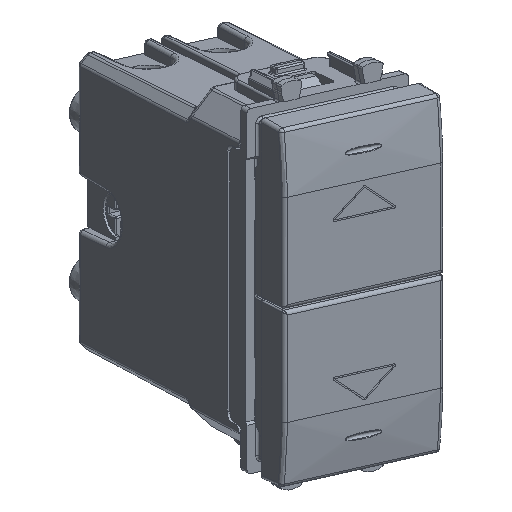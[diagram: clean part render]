
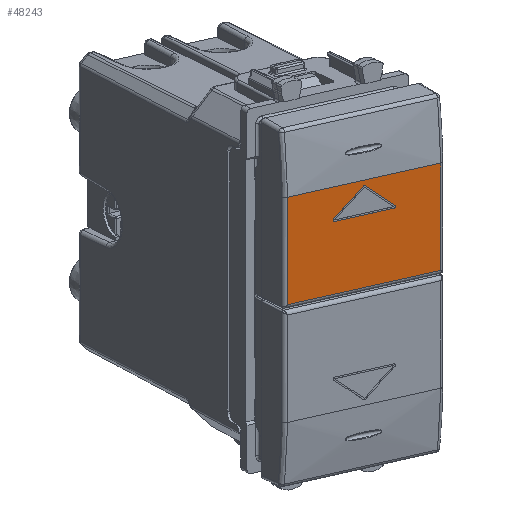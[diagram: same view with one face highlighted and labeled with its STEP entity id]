
A CAD part, top view. The second image highlights one B-rep face of the part: STEP entity #48243.
In plain terms, the highlighted face is planar.
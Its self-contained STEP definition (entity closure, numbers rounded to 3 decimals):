
#47362=CARTESIAN_POINT('Vertex',(-10.588,-13.946,0.)) ;
#47385=CARTESIAN_POINT('Line Origine',(-10.588,-11.35,0.)) ;
#47389=CARTESIAN_POINT('Vertex',(-10.588,-0.737,0.)) ;
#47527=CARTESIAN_POINT('Vertex',(10.588,-13.946,0.)) ;
#47553=CARTESIAN_POINT('Line Origine',(10.588,-11.35,0.)) ;
#47557=CARTESIAN_POINT('Vertex',(10.588,-0.737,0.)) ;
#47601=CARTESIAN_POINT('Line Origine',(0.,-0.737,0.)) ;
#48065=CARTESIAN_POINT('Line Origine',(0.,-13.946,0.)) ;
#48155=CARTESIAN_POINT('Axis2P3D Location',(0.,-0.241,0.)) ;
#48193=CARTESIAN_POINT('Line Origine',(0.,-9.668,0.)) ;
#48197=CARTESIAN_POINT('Vertex',(4.1,-9.668,0.)) ;
#48199=CARTESIAN_POINT('Vertex',(-4.1,-9.668,0.)) ;
#48202=CARTESIAN_POINT('Axis2P3D Location',(-4.1,-9.868,0.)) ;
#48206=CARTESIAN_POINT('Vertex',(-4.223,-10.026,0.)) ;
#48209=CARTESIAN_POINT('Line Origine',(-2.173,-11.626,0.)) ;
#48213=CARTESIAN_POINT('Vertex',(-0.123,-13.226,0.)) ;
#48216=CARTESIAN_POINT('Axis2P3D Location',(0.,-13.068,0.)) ;
#48220=CARTESIAN_POINT('Vertex',(0.123,-13.226,0.)) ;
#48223=CARTESIAN_POINT('Line Origine',(2.173,-11.626,0.)) ;
#48227=CARTESIAN_POINT('Vertex',(4.223,-10.026,0.)) ;
#48230=CARTESIAN_POINT('Axis2P3D Location',(4.1,-9.868,0.)) ;
#47386=DIRECTION('Vector Direction',(0.,-1.,0.)) ;
#47554=DIRECTION('Vector Direction',(0.,1.,0.)) ;
#47602=DIRECTION('Vector Direction',(-1.,0.,0.)) ;
#48066=DIRECTION('Vector Direction',(-1.,0.,0.)) ;
#48156=DIRECTION('Axis2P3D Direction',(0.,0.,-1.)) ;
#48157=DIRECTION('Axis2P3D XDirection',(0.,-1.,0.)) ;
#48194=DIRECTION('Vector Direction',(-1.,0.,0.)) ;
#48203=DIRECTION('Axis2P3D Direction',(0.,0.,-1.)) ;
#48210=DIRECTION('Vector Direction',(0.788,-0.615,0.)) ;
#48217=DIRECTION('Axis2P3D Direction',(0.,0.,-1.)) ;
#48224=DIRECTION('Vector Direction',(-0.788,-0.615,0.)) ;
#48231=DIRECTION('Axis2P3D Direction',(0.,0.,-1.)) ;
#48158=AXIS2_PLACEMENT_3D('Plane Axis2P3D',#48155,#48156,#48157) ;
#48204=AXIS2_PLACEMENT_3D('Circle Axis2P3D',#48202,#48203,$) ;
#48218=AXIS2_PLACEMENT_3D('Circle Axis2P3D',#48216,#48217,$) ;
#48232=AXIS2_PLACEMENT_3D('Circle Axis2P3D',#48230,#48231,$) ;
#48188=ORIENTED_EDGE('',*,*,#48069,.T.) ;
#48189=ORIENTED_EDGE('',*,*,#47391,.T.) ;
#48190=ORIENTED_EDGE('',*,*,#47605,.T.) ;
#48191=ORIENTED_EDGE('',*,*,#47559,.T.) ;
#48236=ORIENTED_EDGE('',*,*,#48201,.T.) ;
#48237=ORIENTED_EDGE('',*,*,#48208,.T.) ;
#48238=ORIENTED_EDGE('',*,*,#48215,.T.) ;
#48239=ORIENTED_EDGE('',*,*,#48222,.T.) ;
#48240=ORIENTED_EDGE('',*,*,#48229,.T.) ;
#48241=ORIENTED_EDGE('',*,*,#48234,.T.) ;
#48242=FACE_BOUND('',#48235,.T.) ;
#47387=VECTOR('Line Direction',#47386,1.) ;
#47555=VECTOR('Line Direction',#47554,1.) ;
#47603=VECTOR('Line Direction',#47602,1.) ;
#48067=VECTOR('Line Direction',#48066,1.) ;
#48195=VECTOR('Line Direction',#48194,1.) ;
#48211=VECTOR('Line Direction',#48210,1.) ;
#48225=VECTOR('Line Direction',#48224,1.) ;
#48243=ADVANCED_FACE('PartBody',(#48192,#48242),#48159,.T.) ;
#48205=CIRCLE('generated circle',#48204,0.2) ;
#48219=CIRCLE('generated circle',#48218,0.2) ;
#48233=CIRCLE('generated circle',#48232,0.2) ;
#47391=EDGE_CURVE('',#47363,#47390,#47388,.F.) ;
#47559=EDGE_CURVE('',#47558,#47528,#47556,.F.) ;
#47605=EDGE_CURVE('',#47390,#47558,#47604,.F.) ;
#48069=EDGE_CURVE('',#47528,#47363,#48068,.T.) ;
#48201=EDGE_CURVE('',#48198,#48200,#48196,.T.) ;
#48208=EDGE_CURVE('',#48200,#48207,#48205,.F.) ;
#48215=EDGE_CURVE('',#48207,#48214,#48212,.T.) ;
#48222=EDGE_CURVE('',#48214,#48221,#48219,.F.) ;
#48229=EDGE_CURVE('',#48221,#48228,#48226,.F.) ;
#48234=EDGE_CURVE('',#48228,#48198,#48233,.F.) ;
#48187=EDGE_LOOP('',(#48188,#48189,#48190,#48191)) ;
#48235=EDGE_LOOP('',(#48236,#48237,#48238,#48239,#48240,#48241)) ;
#48192=FACE_OUTER_BOUND('',#48187,.T.) ;
#47388=LINE('Line',#47385,#47387) ;
#47556=LINE('Line',#47553,#47555) ;
#47604=LINE('Line',#47601,#47603) ;
#48068=LINE('Line',#48065,#48067) ;
#48196=LINE('Line',#48193,#48195) ;
#48212=LINE('Line',#48209,#48211) ;
#48226=LINE('Line',#48223,#48225) ;
#48159=PLANE('',#48158) ;
#47363=VERTEX_POINT('',#47362) ;
#47390=VERTEX_POINT('',#47389) ;
#47528=VERTEX_POINT('',#47527) ;
#47558=VERTEX_POINT('',#47557) ;
#48198=VERTEX_POINT('',#48197) ;
#48200=VERTEX_POINT('',#48199) ;
#48207=VERTEX_POINT('',#48206) ;
#48214=VERTEX_POINT('',#48213) ;
#48221=VERTEX_POINT('',#48220) ;
#48228=VERTEX_POINT('',#48227) ;
